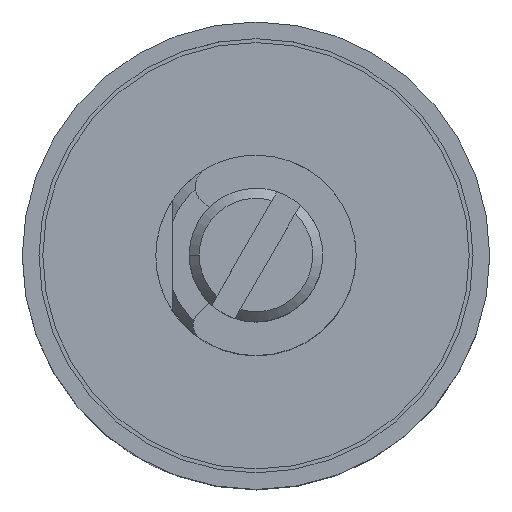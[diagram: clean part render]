
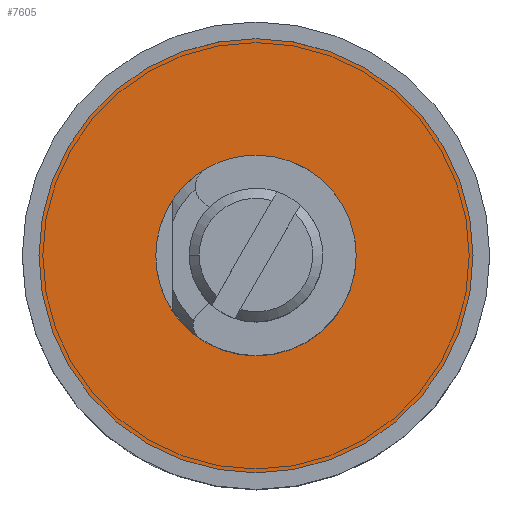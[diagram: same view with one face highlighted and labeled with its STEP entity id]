
A CAD part, top view. The second image highlights one B-rep face of the part: STEP entity #7605.
In plain terms, the highlighted planar face has unit normal (0, 0, 1).
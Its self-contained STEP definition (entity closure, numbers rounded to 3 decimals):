
#336 = CARTESIAN_POINT ( 'NONE',  ( 3., 0., 0.5 ) ) ;
#889 = CARTESIAN_POINT ( 'NONE',  ( -6.5, 0., 0.5 ) ) ;
#1127 = CIRCLE ( 'NONE', #3018, 3. ) ;
#1177 = EDGE_CURVE ( 'NONE', #3278, #9237, #1127, .T. ) ;
#1262 = DIRECTION ( 'NONE',  ( 0., 0., -1. ) ) ;
#1479 = EDGE_CURVE ( 'NONE', #9237, #3278, #8174, .T. ) ;
#1604 = ORIENTED_EDGE ( 'NONE', *, *, #1177, .T. ) ;
#1606 = PLANE ( 'NONE',  #7666 ) ;
#1932 = CARTESIAN_POINT ( 'NONE',  ( 0., 0., 0.5 ) ) ;
#1972 = EDGE_CURVE ( 'NONE', #9387, #7287, #10744, .T. ) ;
#1979 = AXIS2_PLACEMENT_3D ( 'NONE', #2518, #8868, #9750 ) ;
#2518 = CARTESIAN_POINT ( 'NONE',  ( 0., 0., 0.5 ) ) ;
#3018 = AXIS2_PLACEMENT_3D ( 'NONE', #9381, #7624, #3225 ) ;
#3106 = FACE_BOUND ( 'NONE', #3746, .T. ) ;
#3225 = DIRECTION ( 'NONE',  ( -1., 0., 0. ) ) ;
#3278 = VERTEX_POINT ( 'NONE', #336 ) ;
#3746 = EDGE_LOOP ( 'NONE', ( #8787, #1604 ) ) ;
#3962 = AXIS2_PLACEMENT_3D ( 'NONE', #1932, #1262, #8226 ) ;
#4859 = AXIS2_PLACEMENT_3D ( 'NONE', #10954, #7452, #10016 ) ;
#5127 = ORIENTED_EDGE ( 'NONE', *, *, #1972, .T. ) ;
#7287 = VERTEX_POINT ( 'NONE', #889 ) ;
#7452 = DIRECTION ( 'NONE',  ( 0., 0., 1. ) ) ;
#7465 = CARTESIAN_POINT ( 'NONE',  ( 6.5, 0., 0.5 ) ) ;
#7605 = ADVANCED_FACE ( 'NONE', ( #3106, #8201 ), #1606, .T. ) ;
#7624 = DIRECTION ( 'NONE',  ( 0., 0., -1. ) ) ;
#7666 = AXIS2_PLACEMENT_3D ( 'NONE', #8532, #10289, #11151 ) ;
#8052 = EDGE_CURVE ( 'NONE', #7287, #9387, #8468, .T. ) ;
#8174 = CIRCLE ( 'NONE', #3962, 3. ) ;
#8201 = FACE_OUTER_BOUND ( 'NONE', #10900, .T. ) ;
#8226 = DIRECTION ( 'NONE',  ( -1., 0., 0. ) ) ;
#8468 = CIRCLE ( 'NONE', #4859, 6.5 ) ;
#8532 = CARTESIAN_POINT ( 'NONE',  ( 3., 0., 0.5 ) ) ;
#8787 = ORIENTED_EDGE ( 'NONE', *, *, #1479, .T. ) ;
#8868 = DIRECTION ( 'NONE',  ( 0., 0., 1. ) ) ;
#9105 = CARTESIAN_POINT ( 'NONE',  ( -3., 0., 0.5 ) ) ;
#9237 = VERTEX_POINT ( 'NONE', #9105 ) ;
#9381 = CARTESIAN_POINT ( 'NONE',  ( 0., 0., 0.5 ) ) ;
#9387 = VERTEX_POINT ( 'NONE', #7465 ) ;
#9614 = ORIENTED_EDGE ( 'NONE', *, *, #8052, .T. ) ;
#9750 = DIRECTION ( 'NONE',  ( 1., 0., 0. ) ) ;
#10016 = DIRECTION ( 'NONE',  ( 1., 0., 0. ) ) ;
#10289 = DIRECTION ( 'NONE',  ( 0., 0., 1. ) ) ;
#10744 = CIRCLE ( 'NONE', #1979, 6.5 ) ;
#10900 = EDGE_LOOP ( 'NONE', ( #5127, #9614 ) ) ;
#10954 = CARTESIAN_POINT ( 'NONE',  ( 0., 0., 0.5 ) ) ;
#11151 = DIRECTION ( 'NONE',  ( 1., 0., 0. ) ) ;
